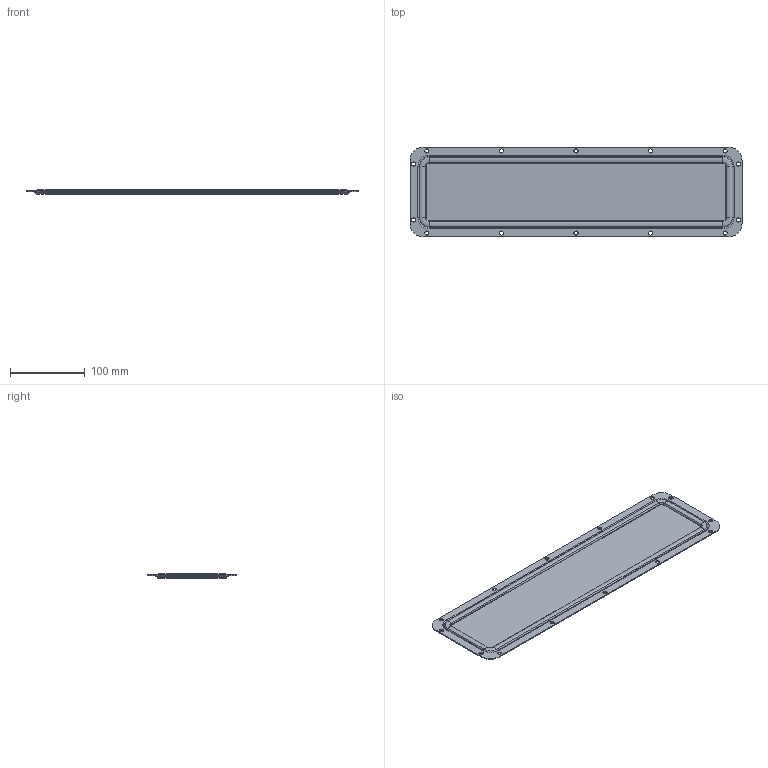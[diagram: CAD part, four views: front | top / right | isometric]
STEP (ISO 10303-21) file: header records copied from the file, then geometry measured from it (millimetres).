
FILE_DESCRIPTION (( 'STEP AP214' ), '1' );
FILE_NAME ('TI-00D-FLG-445-120_TITAN Ôëàíåö êàáåëüíûé 445õ120 ãëóõîé IEK.STEP', '2023-09-18T11:19:02', ( '' ), ( '' ), 'SwSTEP 2.0', 'SolidWorks 2022', '' );
FILE_SCHEMA (( 'AUTOMOTIVE_DESIGN' ));
Length unit declared in the file: millimetre
Products named in the file (3): TI-00D-FLG-445-120_TITAN Фланец кабельный 445х120 глухой IEK; 139.04.01 Крышка_450x125; RAKU-PUR 32-3250 для крышки_450х125
Assembly tree (2 placements, depth 2):
  TI-00D-FLG-445-120_TITAN Фланец кабельный 445х120 глухой IEK
    139.04.01 Крышка_450x125
    RAKU-PUR 32-3250 для крышки_450х125
Bounding box: 445 x 120 x 5.87 mm (x, y, z)
Volume: 109329 mm3; surface area: 132008.2 mm2
Topology: 2 solids, 2 shells, 121 faces, 296 edges, 180 vertices
Faces by surface type: cylinder 64, torus 32, plane 17, cone 8
Entity records: 3768 total; most frequent: DIRECTION 732, CARTESIAN_POINT 602, ORIENTED_EDGE 592, AXIS2_PLACEMENT_3D 310, EDGE_CURVE 296, CIRCLE 184, VERTEX_POINT 180, EDGE_LOOP 152
